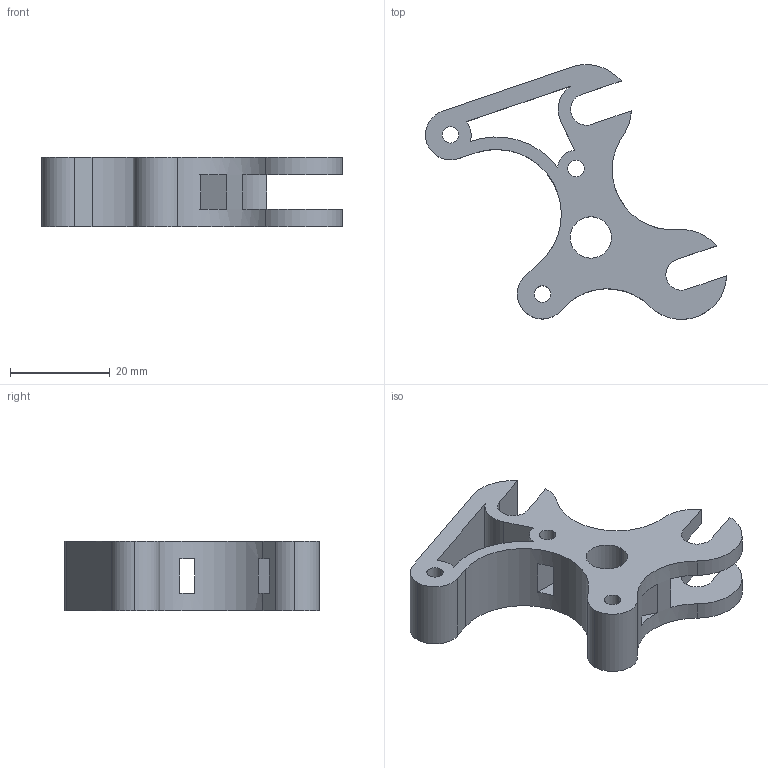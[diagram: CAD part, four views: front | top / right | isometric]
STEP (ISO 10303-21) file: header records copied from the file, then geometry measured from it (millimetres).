
FILE_DESCRIPTION (( 'STEP AP214' ), '1' );
FILE_NAME ('y-motor-bracket.STEP', '2011-06-23T09:44:41', ( 'Owner' ), ( '22ndstreetcomputers.com' ), 'SwSTEP 2.0', 'SolidWorks 2010', '' );
FILE_SCHEMA (( 'AUTOMOTIVE_DESIGN' ));
Length unit declared in the file: millimetre
Products named in the file (1): y-motor-bracket
Bounding box: 60.24 x 50.98 x 14 mm (x, y, z)
Volume: 11097.9 mm3; surface area: 7558.8 mm2
Topology: 1 solids, 1 shells, 58 faces, 171 edges, 114 vertices
Faces by surface type: cylinder 35, plane 23
Entity records: 2039 total; most frequent: DIRECTION 371, CARTESIAN_POINT 344, ORIENTED_EDGE 342, EDGE_CURVE 171, AXIS2_PLACEMENT_3D 141, VERTEX_POINT 114, LINE 89, VECTOR 89
